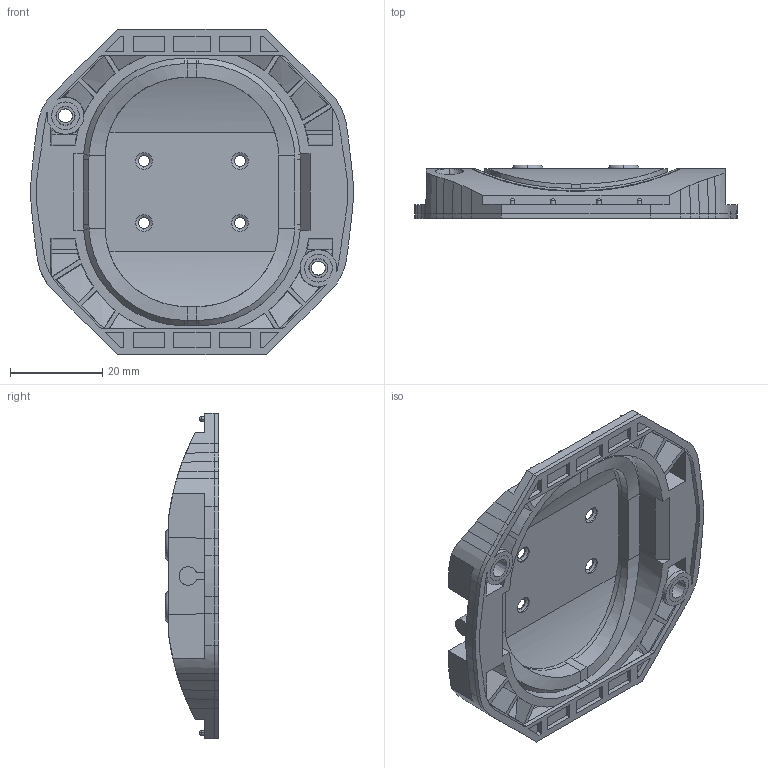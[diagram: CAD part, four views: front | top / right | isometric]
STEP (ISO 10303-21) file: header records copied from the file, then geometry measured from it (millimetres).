
FILE_DESCRIPTION((''),'2;1');
FILE_NAME('EAV9233501_ASM','2014-09-01T',('SESA258128'),('Schneider-Electric'),'PRO/ENGINEER BY PARAMETRIC TECHNOLOGY CORPORATION, 2012420','PRO/ENGINEER BY PARAMETRIC TECHNOLOGY CORPORATION, 2012420','');
FILE_SCHEMA(('CONFIG_CONTROL_DESIGN'));
Length unit declared in the file: millimetre
Products named in the file (3): EAV92335_PP; EAV92335_SEBS; EAV9233501_ASM
Assembly tree (2 placements, depth 2):
  EAV9233501_ASM
    EAV92335_PP
    EAV92335_SEBS
Bounding box: 69.91 x 11.55 x 70.5 mm (x, y, z)
Volume: 12007.7 mm3; surface area: 17772.8 mm2
Topology: 3 solids, 3 shells, 509 faces, 1320 edges, 844 vertices
Faces by surface type: plane 209, cylinder 116, bspline 84, cone 62, extrusion 30, torus 8
Entity records: 20882 total; most frequent: CARTESIAN_POINT 8954, ORIENTED_EDGE 2640, DIRECTION 2096, EDGE_CURVE 1320, VERTEX_POINT 844, VECTOR 724, LINE 694, AXIS2_PLACEMENT_3D 686
